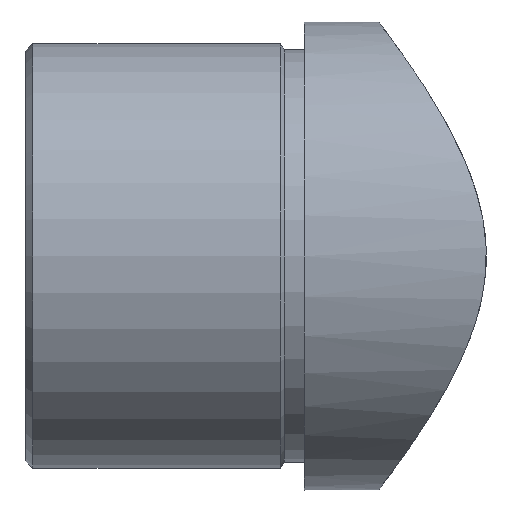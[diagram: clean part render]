
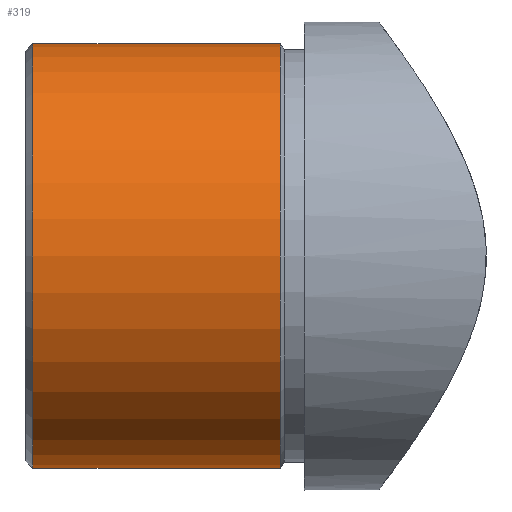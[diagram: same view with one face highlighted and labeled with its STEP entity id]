
A CAD part, front view. The second image highlights one B-rep face of the part: STEP entity #319.
In plain terms, the highlighted cylindrical face has radius 17.5 mm (diameter 35 mm), a full revolution.
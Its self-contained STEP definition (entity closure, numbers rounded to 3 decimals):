
#319=ADVANCED_FACE('',(#584,#586),#588,.T.);
#584=FACE_OUTER_BOUND('',#585,.T.);
#585=EDGE_LOOP('',(#790));
#586=FACE_OUTER_BOUND('',#587,.T.);
#587=EDGE_LOOP('',(#791));
#588=CYLINDRICAL_SURFACE('',#589,17.5);
#589=AXIS2_PLACEMENT_3D('',#590,#591,#592);
#590=CARTESIAN_POINT('',(0.6,0.,0.));
#591=DIRECTION('',(1.,0.,0.));
#592=DIRECTION('',(0.,1.,0.));
#790=ORIENTED_EDGE('',*,*,#884,.F.);
#791=ORIENTED_EDGE('',*,*,#882,.T.);
#882=EDGE_CURVE('',#1027,#1027,#1028,.T.);
#884=EDGE_CURVE('',#1031,#1031,#1032,.T.);
#1027=VERTEX_POINT('',#2901);
#1028=CIRCLE('',#2902,17.5);
#1031=VERTEX_POINT('',#2911);
#1032=CIRCLE('',#2912,17.5);
#2901=CARTESIAN_POINT('',(0.6,17.5,0.));
#2902=AXIS2_PLACEMENT_3D('',#2903,#2904,#2905);
#2903=CARTESIAN_POINT('',(0.6,0.,0.));
#2904=DIRECTION('',(1.,0.,0.));
#2905=DIRECTION('',(0.,1.,0.));
#2911=CARTESIAN_POINT('',(21.,17.5,0.));
#2912=AXIS2_PLACEMENT_3D('',#2913,#2914,#2915);
#2913=CARTESIAN_POINT('',(21.,0.,0.));
#2914=DIRECTION('',(1.,0.,0.));
#2915=DIRECTION('',(0.,1.,0.));
